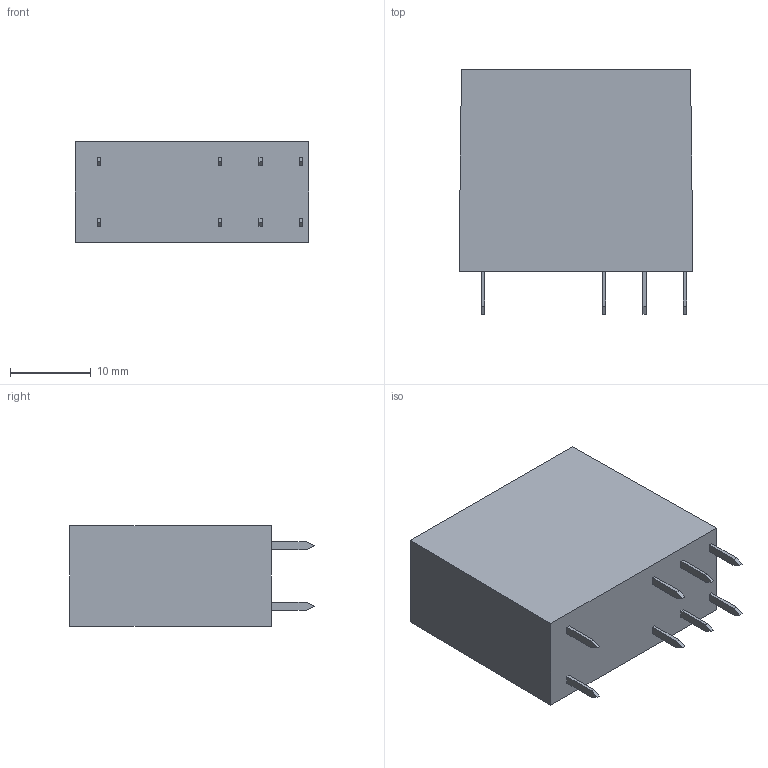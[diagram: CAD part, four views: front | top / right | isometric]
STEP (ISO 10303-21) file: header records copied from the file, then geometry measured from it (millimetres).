
FILE_DESCRIPTION(('STEP AP214'),'1');
FILE_NAME('relay_40_52_8_024_0000.stp','2020-07-18T07:41:10',('TraceParts'),('TraceParts S.A.'),'Spatial InterOp 3D',' ',' ');
FILE_SCHEMA(('AUTOMOTIVE_DESIGN { 1 0 10303 214 1 1 1 1 }'));
Length unit declared in the file: millimetre
Products named in the file (1): relay_40_52_8_024_0000
Bounding box: 29 x 30.3 x 12.4 mm (x, y, z)
Volume: 8912.4 mm3; surface area: 2875.1 mm2
Topology: 1 solids, 1 shells, 54 faces, 132 edges, 88 vertices
Faces by surface type: plane 54
Entity records: 2004 total; most frequent: CARTESIAN_POINT 275, ORIENTED_EDGE 264, DIRECTION 242, EDGE_CURVE 132, LINE 132, VECTOR 132, VERTEX_POINT 88, EDGE_LOOP 62
